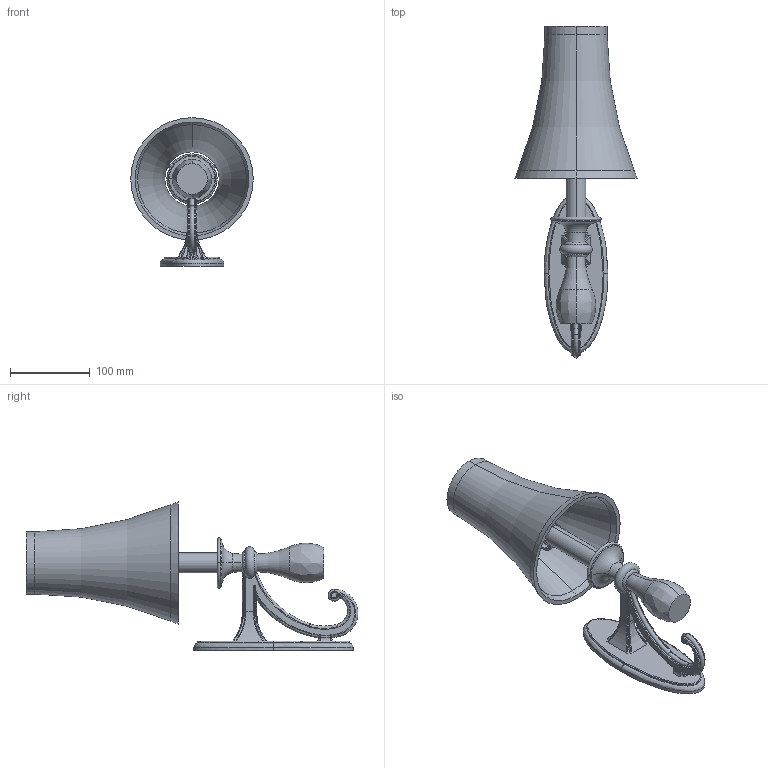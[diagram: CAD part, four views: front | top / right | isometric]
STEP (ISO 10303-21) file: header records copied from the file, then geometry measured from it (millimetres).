
FILE_DESCRIPTION((''),'2;1');
FILE_NAME('2781','2021-06-11T16:16:35',('jinson.thomas'),(''),'CREO PARAMETRIC BY PTC INC, 2018400','CREO PARAMETRIC BY PTC INC, 2018400','');
FILE_SCHEMA(('CONFIG_CONTROL_DESIGN'));
Length unit declared in the file: inch
Products named in the file (1): 2781
Bounding box: 153.67 x 416.42 x 186.46 mm (x, y, z)
Volume: 698953.8 mm3; surface area: 205721.8 mm2
Topology: 2 solids, 2 shells, 383 faces, 947 edges, 577 vertices
Faces by surface type: bspline 139, cylinder 122, torus 62, plane 45, cone 5, extrusion 4, sphere 4, revolution 2
Entity records: 28521 total; most frequent: CARTESIAN_POINT 20436, ORIENTED_EDGE 1882, DIRECTION 1365, EDGE_CURVE 941, VERTEX_POINT 577, AXIS2_PLACEMENT_3D 575, EDGE_LOOP 408, B_SPLINE_CURVE_WITH_KNOTS 401
